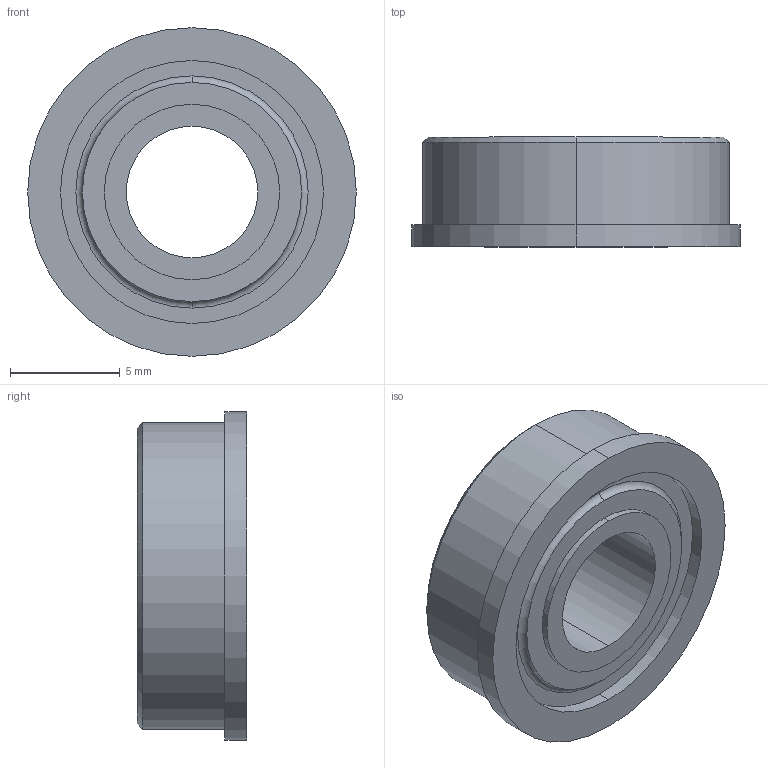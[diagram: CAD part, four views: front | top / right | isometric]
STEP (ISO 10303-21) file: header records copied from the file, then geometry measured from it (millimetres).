
FILE_DESCRIPTION (( 'STEP AP214' ), '1' );
FILE_NAME ('76302-Flanged Bearing 6mmIDx14mm OD.STEP', '2021-10-05T15:50:54', ( '' ), ( '' ), 'SwSTEP 2.0', 'SolidWorks 2021', '' );
FILE_SCHEMA (( 'AUTOMOTIVE_DESIGN' ));
Length unit declared in the file: millimetre
Products named in the file (1): 76302-Flanged Bearing 6mmIDx14mm OD
Bounding box: 15 x 5 x 15 mm (x, y, z)
Volume: 592.5 mm3; surface area: 678.8 mm2
Topology: 1 solids, 1 shells, 29 faces, 58 edges, 38 vertices
Faces by surface type: cylinder 14, plane 9, torus 4, cone 2
Entity records: 816 total; most frequent: DIRECTION 160, CARTESIAN_POINT 126, ORIENTED_EDGE 116, AXIS2_PLACEMENT_3D 72, EDGE_CURVE 58, CIRCLE 42, VERTEX_POINT 38, EDGE_LOOP 38
